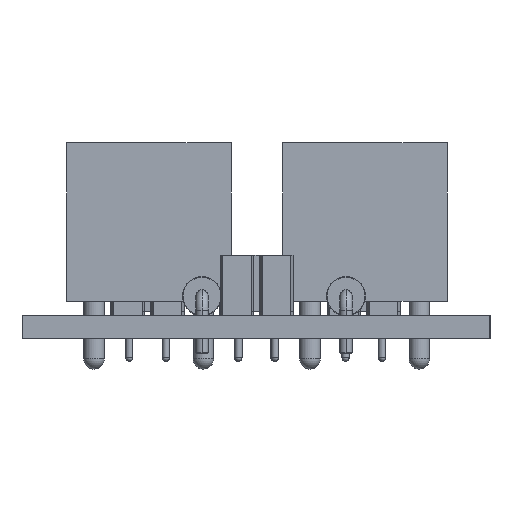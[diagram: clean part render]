
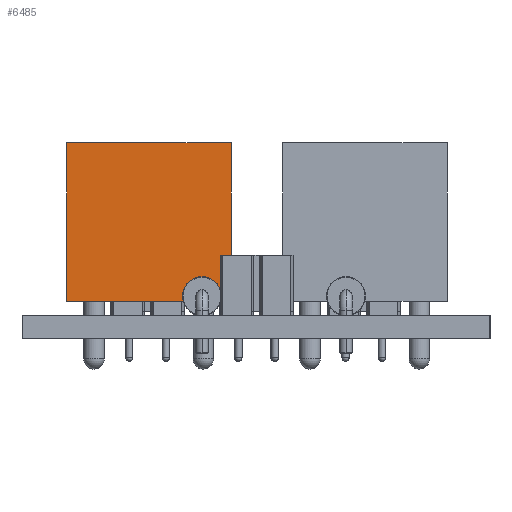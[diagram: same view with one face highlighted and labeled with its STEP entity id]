
A CAD part, left-side view. The second image highlights one B-rep face of the part: STEP entity #6485.
In plain terms, the highlighted planar face has unit normal (-1, 0, 0).
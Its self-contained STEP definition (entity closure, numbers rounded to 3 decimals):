
#6460 = VERTEX_POINT('',#6461);
#6461 = CARTESIAN_POINT('',(-2.762,1.905,12.));
#6467 = EDGE_CURVE('',#6468,#6460,#6470,.T.);
#6468 = VERTEX_POINT('',#6469);
#6469 = CARTESIAN_POINT('',(-2.762,1.905,1.));
#6470 = LINE('',#6471,#6472);
#6471 = CARTESIAN_POINT('',(-2.762,1.905,1.));
#6472 = VECTOR('',#6473,1.);
#6473 = DIRECTION('',(0.,0.,1.));
#6485 = ADVANCED_FACE('',(#6486),#6511,.F.);
#6486 = FACE_BOUND('',#6487,.F.);
#6487 = EDGE_LOOP('',(#6488,#6489,#6497,#6505));
#6488 = ORIENTED_EDGE('',*,*,#6467,.T.);
#6489 = ORIENTED_EDGE('',*,*,#6490,.T.);
#6490 = EDGE_CURVE('',#6460,#6491,#6493,.T.);
#6491 = VERTEX_POINT('',#6492);
#6492 = CARTESIAN_POINT('',(-2.762,-9.525,12.));
#6493 = LINE('',#6494,#6495);
#6494 = CARTESIAN_POINT('',(-2.762,1.905,12.));
#6495 = VECTOR('',#6496,1.);
#6496 = DIRECTION('',(0.,-1.,0.));
#6497 = ORIENTED_EDGE('',*,*,#6498,.F.);
#6498 = EDGE_CURVE('',#6499,#6491,#6501,.T.);
#6499 = VERTEX_POINT('',#6500);
#6500 = CARTESIAN_POINT('',(-2.762,-9.525,1.));
#6501 = LINE('',#6502,#6503);
#6502 = CARTESIAN_POINT('',(-2.762,-9.525,1.));
#6503 = VECTOR('',#6504,1.);
#6504 = DIRECTION('',(0.,0.,1.));
#6505 = ORIENTED_EDGE('',*,*,#6506,.F.);
#6506 = EDGE_CURVE('',#6468,#6499,#6507,.T.);
#6507 = LINE('',#6508,#6509);
#6508 = CARTESIAN_POINT('',(-2.762,1.905,1.));
#6509 = VECTOR('',#6510,1.);
#6510 = DIRECTION('',(0.,-1.,0.));
#6511 = PLANE('',#6512);
#6512 = AXIS2_PLACEMENT_3D('',#6513,#6514,#6515);
#6513 = CARTESIAN_POINT('',(-2.762,1.905,1.));
#6514 = DIRECTION('',(1.,0.,0.));
#6515 = DIRECTION('',(0.,-1.,0.));
